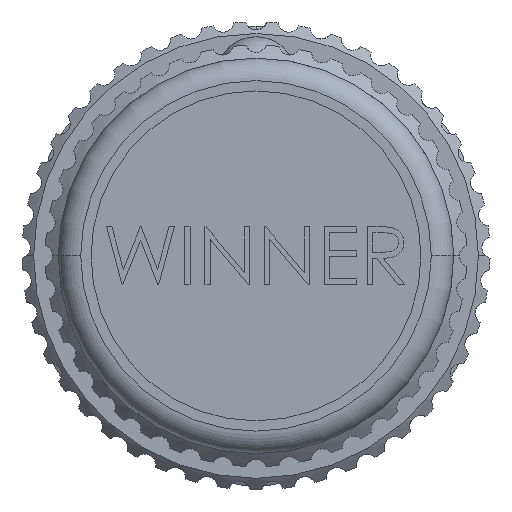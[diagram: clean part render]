
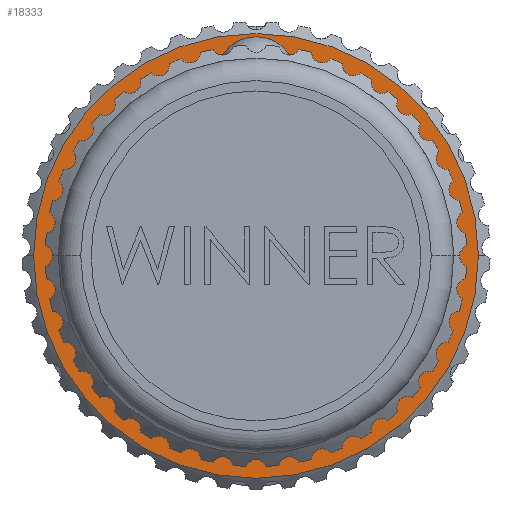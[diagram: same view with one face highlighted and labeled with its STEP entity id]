
A CAD part, left-side view. The second image highlights one B-rep face of the part: STEP entity #18333.
In plain terms, the highlighted planar face has unit normal (-1, 0, 0).
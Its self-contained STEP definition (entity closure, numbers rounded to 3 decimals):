
#295 = CARTESIAN_POINT ( 'NONE',  ( -7.9, -4.215, -2.059 ) ) ;
#476 = CARTESIAN_POINT ( 'NONE',  ( -7.9, -0.485, -4.371 ) ) ;
#581 = CARTESIAN_POINT ( 'NONE',  ( -7.9, -1.333, -4.25 ) ) ;
#672 = CARTESIAN_POINT ( 'NONE',  ( -7.9, -3.534, -2.982 ) ) ;
#675 = DIRECTION ( 'NONE',  ( 0., -1., 0. ) ) ;
#1026 = AXIS2_PLACEMENT_3D ( 'NONE', #18554, #20703, #7494 ) ;
#1813 = CARTESIAN_POINT ( 'NONE',  ( -7.9, 2.849, 3.165 ) ) ;
#1978 = VERTEX_POINT ( 'NONE', #20435 ) ;
#2137 = CARTESIAN_POINT ( 'NONE',  ( -7.9, 1.464, -3.999 ) ) ;
#2367 = EDGE_CURVE ( 'NONE', #11950, #2750, #16194, .T. ) ;
#2472 = CARTESIAN_POINT ( 'NONE',  ( -7.9, 1.221, 4.232 ) ) ;
#2750 = VERTEX_POINT ( 'NONE', #15936 ) ;
#2762 = CARTESIAN_POINT ( 'NONE',  ( -7.9, 0.13, 4.474 ) ) ;
#2841 = CARTESIAN_POINT ( 'NONE',  ( -7.9, -0.43, 4.489 ) ) ;
#3380 = DIRECTION ( 'NONE',  ( 0., 1., 0. ) ) ;
#3899 = CARTESIAN_POINT ( 'NONE',  ( -7.9, 3.904, 1.515 ) ) ;
#4149 = AXIS2_PLACEMENT_3D ( 'NONE', #25129, #25533, #3380 ) ;
#4786 = CARTESIAN_POINT ( 'NONE',  ( -7.9, -2.888, -3.541 ) ) ;
#4819 = CARTESIAN_POINT ( 'NONE',  ( -7.9, -2.064, 4.131 ) ) ;
#4907 = CARTESIAN_POINT ( 'NONE',  ( -7.9, 2.849, 3.165 ) ) ;
#5057 = CARTESIAN_POINT ( 'NONE',  ( -7.9, -2.399, -3.844 ) ) ;
#5158 = CARTESIAN_POINT ( 'NONE',  ( -7.9, -4.068, -2.305 ) ) ;
#6007 = EDGE_CURVE ( 'NONE', #10026, #1978, #25935, .T. ) ;
#6029 = CARTESIAN_POINT ( 'NONE',  ( -7.9, 2.849, 3.165 ) ) ;
#6135 = CARTESIAN_POINT ( 'NONE',  ( -7.9, 4.133, 0.64 ) ) ;
#6237 = CARTESIAN_POINT ( 'NONE',  ( -7.9, 3.1, 2.905 ) ) ;
#6512 = CARTESIAN_POINT ( 'NONE',  ( -7.9, 3.403, -2.438 ) ) ;
#6878 = VERTEX_POINT ( 'NONE', #18700 ) ;
#7028 = CARTESIAN_POINT ( 'NONE',  ( -7.9, 2.653, 3.368 ) ) ;
#7093 = CARTESIAN_POINT ( 'NONE',  ( -7.9, 0.93, -4.206 ) ) ;
#7459 = FACE_OUTER_BOUND ( 'NONE', #18094, .T. ) ;
#7494 = DIRECTION ( 'NONE',  ( 0., -1., 0. ) ) ;
#8765 = CARTESIAN_POINT ( 'NONE',  ( -7.9, 2.109, -3.67 ) ) ;
#8968 = CARTESIAN_POINT ( 'NONE',  ( -7.9, 2.943, -2.995 ) ) ;
#9027 = AXIS2_PLACEMENT_3D ( 'NONE', #25305, #12041, #27532 ) ;
#9815 = B_SPLINE_CURVE_WITH_KNOTS ( 'NONE', 3,
 ( #27304, #20406, #7093, #27108, #13842, #476, #15967, #581, #16051, #11816, #5057, #4786, #13923, #672, #16155, #5158, #295, #20575 ),
 .UNSPECIFIED., .F., .F.,
 ( 4, 2, 2, 2, 2, 2, 2, 2, 4 ),
 ( 0., 0.001, 0.002, 0.003, 0.003, 0.004, 0.005, 0.006, 0.007 ),
 .UNSPECIFIED. ) ;
#10026 = VERTEX_POINT ( 'NONE', #24495 ) ;
#10084 = PLANE ( 'NONE',  #4149 ) ;
#10220 = EDGE_CURVE ( 'NONE', #1978, #10026, #23712, .T. ) ;
#11156 = CARTESIAN_POINT ( 'NONE',  ( -7.9, 2.684, -3.241 ) ) ;
#11470 = CARTESIAN_POINT ( 'NONE',  ( -7.9, -3.033, 3.578 ) ) ;
#11779 = EDGE_CURVE ( 'NONE', #6878, #18525, #19617, .T. ) ;
#11816 = CARTESIAN_POINT ( 'NONE',  ( -7.9, -2.144, -3.97 ) ) ;
#11950 = VERTEX_POINT ( 'NONE', #1813 ) ;
#11998 = CARTESIAN_POINT ( 'NONE',  ( -7.9, 0., 0. ) ) ;
#12041 = DIRECTION ( 'NONE',  ( -1., 0., 0. ) ) ;
#12545 = CARTESIAN_POINT ( 'NONE',  ( -7.9, -4.342, -1.8 ) ) ;
#12705 = CARTESIAN_POINT ( 'NONE',  ( -7.9, 3.689, 2.009 ) ) ;
#12932 = AXIS2_PLACEMENT_3D ( 'NONE', #11998, #25349, #675 ) ;
#13498 = CARTESIAN_POINT ( 'NONE',  ( -7.9, -1.533, 4.316 ) ) ;
#13677 = CARTESIAN_POINT ( 'NONE',  ( -7.9, -1.263, 4.384 ) ) ;
#13842 = CARTESIAN_POINT ( 'NONE',  ( -7.9, 0.086, -4.362 ) ) ;
#13923 = CARTESIAN_POINT ( 'NONE',  ( -7.9, -3.116, -3.367 ) ) ;
#14753 = ORIENTED_EDGE ( 'NONE', *, *, #20465, .F. ) ;
#15094 = CARTESIAN_POINT ( 'NONE',  ( -7.9, 3.325, 2.621 ) ) ;
#15385 = CARTESIAN_POINT ( 'NONE',  ( -7.9, 1.794, -3.851 ) ) ;
#15604 = ORIENTED_EDGE ( 'NONE', *, *, #26902, .F. ) ;
#15904 = CARTESIAN_POINT ( 'NONE',  ( -7.9, -2.804, 3.738 ) ) ;
#15936 = CARTESIAN_POINT ( 'NONE',  ( -7.9, 1.464, -3.999 ) ) ;
#15967 = CARTESIAN_POINT ( 'NONE',  ( -7.9, -0.769, -4.349 ) ) ;
#16051 = CARTESIAN_POINT ( 'NONE',  ( -7.9, -1.612, -4.173 ) ) ;
#16155 = CARTESIAN_POINT ( 'NONE',  ( -7.9, -3.726, -2.768 ) ) ;
#16194 = B_SPLINE_CURVE_WITH_KNOTS ( 'NONE', 3,
 ( #6029, #6237, #15094, #25976, #12705, #17125, #3899, #19349, #6135, #17509, #20109, #22163, #24083, #26346, #6512, #8968, #11156, #8765, #15385, #2137 ),
 .UNSPECIFIED., .F., .F.,
 ( 4, 2, 2, 2, 2, 2, 2, 2, 2, 4 ),
 ( 0., 0.001, 0.002, 0.002, 0.003, 0.004, 0.005, 0.006, 0.008, 0.009 ),
 .UNSPECIFIED. ) ;
#17125 = CARTESIAN_POINT ( 'NONE',  ( -7.9, 3.839, 1.684 ) ) ;
#17509 = CARTESIAN_POINT ( 'NONE',  ( -7.9, 4.175, -0.074 ) ) ;
#17915 = CARTESIAN_POINT ( 'NONE',  ( -7.9, 1.976, 3.872 ) ) ;
#18002 = CARTESIAN_POINT ( 'NONE',  ( -7.9, -3.249, 3.396 ) ) ;
#18094 = EDGE_LOOP ( 'NONE', ( #25602, #22015 ) ) ;
#18333 = ADVANCED_FACE ( 'NONE', ( #7459, #26834 ), #10084, .T. ) ;
#18525 = VERTEX_POINT ( 'NONE', #12545 ) ;
#18554 = CARTESIAN_POINT ( 'NONE',  ( -7.9, 0., 0. ) ) ;
#18700 = CARTESIAN_POINT ( 'NONE',  ( -7.9, -3.249, 3.396 ) ) ;
#19349 = CARTESIAN_POINT ( 'NONE',  ( -7.9, 4.067, 0.999 ) ) ;
#19617 = CIRCLE ( 'NONE', #12932, 4.7 ) ;
#20109 = CARTESIAN_POINT ( 'NONE',  ( -7.9, 4.152, -0.432 ) ) ;
#20136 = CARTESIAN_POINT ( 'NONE',  ( -7.9, 0.407, 4.44 ) ) ;
#20239 = CARTESIAN_POINT ( 'NONE',  ( -7.9, 2.436, 3.552 ) ) ;
#20406 = CARTESIAN_POINT ( 'NONE',  ( -7.9, 1.201, -4.117 ) ) ;
#20429 = CARTESIAN_POINT ( 'NONE',  ( -7.9, 1.733, 4.007 ) ) ;
#20435 = CARTESIAN_POINT ( 'NONE',  ( -7.9, -15.3, 0. ) ) ;
#20465 = EDGE_CURVE ( 'NONE', #2750, #18525, #9815, .T. ) ;
#20575 = CARTESIAN_POINT ( 'NONE',  ( -7.9, -4.342, -1.8 ) ) ;
#20703 = DIRECTION ( 'NONE',  ( -1., 0., 0. ) ) ;
#22015 = ORIENTED_EDGE ( 'NONE', *, *, #10220, .T. ) ;
#22163 = CARTESIAN_POINT ( 'NONE',  ( -7.9, 4.015, -1.142 ) ) ;
#23712 = CIRCLE ( 'NONE', #1026, 15.3 ) ;
#24083 = CARTESIAN_POINT ( 'NONE',  ( -7.9, 3.901, -1.489 ) ) ;
#24179 = ORIENTED_EDGE ( 'NONE', *, *, #11779, .T. ) ;
#24495 = CARTESIAN_POINT ( 'NONE',  ( -7.9, 15.3, 0. ) ) ;
#25129 = CARTESIAN_POINT ( 'NONE',  ( -7.9, 5.05, 0. ) ) ;
#25305 = CARTESIAN_POINT ( 'NONE',  ( -7.9, 0., 0. ) ) ;
#25349 = DIRECTION ( 'NONE',  ( 1., 0., 0. ) ) ;
#25533 = DIRECTION ( 'NONE',  ( -1., 0., 0. ) ) ;
#25602 = ORIENTED_EDGE ( 'NONE', *, *, #6007, .T. ) ;
#25897 = EDGE_LOOP ( 'NONE', ( #15604, #24179, #14753, #27548 ) ) ;
#25935 = CIRCLE ( 'NONE', #9027, 15.3 ) ;
#25976 = CARTESIAN_POINT ( 'NONE',  ( -7.9, 3.605, 2.165 ) ) ;
#26346 = CARTESIAN_POINT ( 'NONE',  ( -7.9, 3.595, -2.135 ) ) ;
#26834 = FACE_BOUND ( 'NONE', #25897, .T. ) ;
#26854 = CARTESIAN_POINT ( 'NONE',  ( -7.9, -0.713, 4.47 ) ) ;
#26902 = EDGE_CURVE ( 'NONE', #6878, #11950, #27466, .T. ) ;
#26958 = CARTESIAN_POINT ( 'NONE',  ( -7.9, -2.32, 4.014 ) ) ;
#27108 = CARTESIAN_POINT ( 'NONE',  ( -7.9, 0.375, -4.329 ) ) ;
#27133 = CARTESIAN_POINT ( 'NONE',  ( -7.9, 0.951, 4.32 ) ) ;
#27304 = CARTESIAN_POINT ( 'NONE',  ( -7.9, 1.464, -3.999 ) ) ;
#27466 = B_SPLINE_CURVE_WITH_KNOTS ( 'NONE', 3,
 ( #18002, #11470, #15904, #26958, #4819, #13498, #13677, #26854, #2841, #2762, #20136, #27133, #2472, #20429, #17915, #20239, #7028, #4907 ),
 .UNSPECIFIED., .F., .F.,
 ( 4, 2, 2, 2, 2, 2, 2, 2, 4 ),
 ( 0., 0.001, 0.002, 0.003, 0.003, 0.004, 0.005, 0.006, 0.007 ),
 .UNSPECIFIED. ) ;
#27532 = DIRECTION ( 'NONE',  ( 0., -1., 0. ) ) ;
#27548 = ORIENTED_EDGE ( 'NONE', *, *, #2367, .F. ) ;
